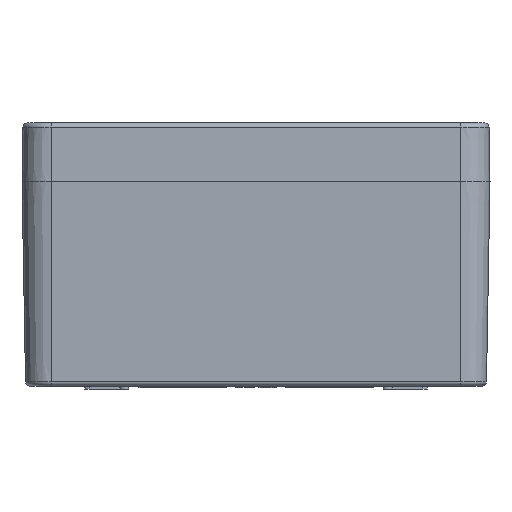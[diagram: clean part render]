
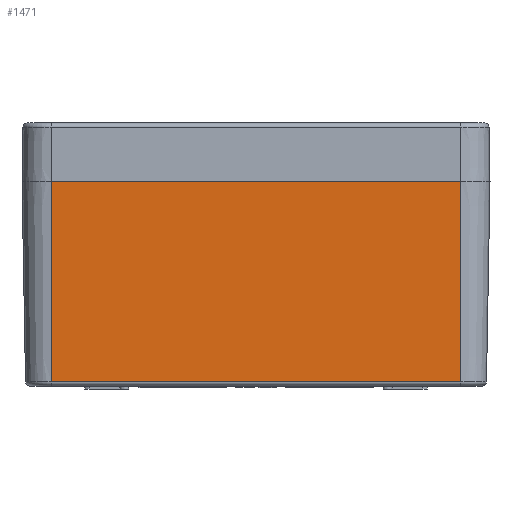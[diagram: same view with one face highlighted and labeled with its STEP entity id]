
A CAD part, left-side view. The second image highlights one B-rep face of the part: STEP entity #1471.
In plain terms, the highlighted face is planar.
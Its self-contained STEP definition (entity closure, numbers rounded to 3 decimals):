
#1326=CARTESIAN_POINT('',(279.804,-70.,-68.526));
#1327=VERTEX_POINT('',#1326);
#1360=CARTESIAN_POINT('',(279.804,70.,-68.526));
#1361=VERTEX_POINT('',#1360);
#1369=CARTESIAN_POINT('',(279.804,70.0,-68.526));
#1370=DIRECTION('',(0.0,-1.0,0.0));
#1371=VECTOR('',#1370,140.);
#1372=LINE('',#1369,#1371);
#1373=EDGE_CURVE('',#1361,#1327,#1372,.T.);
#1441=CARTESIAN_POINT('',(281.,-70.,0.0));
#1442=DIRECTION('',(1.,0.0,-0.017));
#1443=DIRECTION('',(0.0,-1.0,0.0));
#1444=AXIS2_PLACEMENT_3D('',#1441,#1442,#1443);
#1445=PLANE('',#1444);
#1446=ORIENTED_EDGE('',*,*,#1373,.F.);
#1447=CARTESIAN_POINT('',(281.,70.,0.0));
#1448=VERTEX_POINT('',#1447);
#1449=CARTESIAN_POINT('',(281.,70.,0.0));
#1450=DIRECTION('',(-0.017,0.,-1.));
#1451=VECTOR('',#1450,68.537);
#1452=LINE('',#1449,#1451);
#1453=EDGE_CURVE('',#1448,#1361,#1452,.T.);
#1454=ORIENTED_EDGE('',*,*,#1453,.F.);
#1455=CARTESIAN_POINT('',(281.,-70.,0.0));
#1456=VERTEX_POINT('',#1455);
#1457=CARTESIAN_POINT('',(281.,-70.,0.0));
#1458=DIRECTION('',(0.0,1.0,0.0));
#1459=VECTOR('',#1458,140.);
#1460=LINE('',#1457,#1459);
#1461=EDGE_CURVE('',#1456,#1448,#1460,.T.);
#1462=ORIENTED_EDGE('',*,*,#1461,.F.);
#1463=CARTESIAN_POINT('',(281.,-70.,0.0));
#1464=DIRECTION('',(-0.017,0.0,-1.));
#1465=VECTOR('',#1464,68.537);
#1466=LINE('',#1463,#1465);
#1467=EDGE_CURVE('',#1456,#1327,#1466,.T.);
#1468=ORIENTED_EDGE('',*,*,#1467,.T.);
#1469=EDGE_LOOP('',(#1446,#1454,#1462,#1468));
#1470=FACE_OUTER_BOUND('',#1469,.T.);
#1471=ADVANCED_FACE('',(#1470),#1445,.T.);
